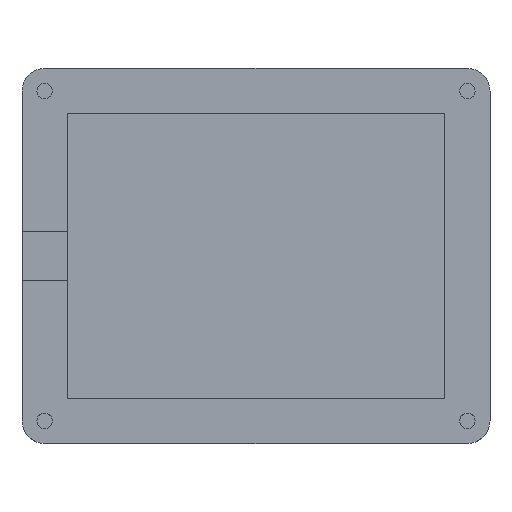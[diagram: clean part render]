
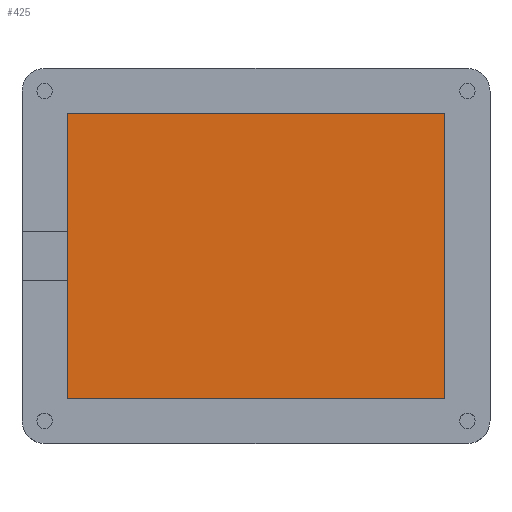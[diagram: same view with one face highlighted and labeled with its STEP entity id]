
A CAD part, top view. The second image highlights one B-rep face of the part: STEP entity #425.
In plain terms, the highlighted planar face has unit normal (0, 0, 1).
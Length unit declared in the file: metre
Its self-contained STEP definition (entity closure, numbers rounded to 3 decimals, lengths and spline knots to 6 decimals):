
#104=ORIENTED_EDGE('',*,*,#159,.F.);
#105=ORIENTED_EDGE('',*,*,#156,.T.);
#106=ORIENTED_EDGE('',*,*,#152,.T.);
#107=ORIENTED_EDGE('',*,*,#162,.F.);
#152=EDGE_CURVE('',#209,#208,#248,.T.);
#156=EDGE_CURVE('',#212,#209,#252,.T.);
#159=EDGE_CURVE('',#212,#214,#255,.T.);
#162=EDGE_CURVE('',#214,#208,#258,.T.);
#208=VERTEX_POINT('',#627);
#209=VERTEX_POINT('',#629);
#212=VERTEX_POINT('',#637);
#214=VERTEX_POINT('',#643);
#248=LINE('',#628,#288);
#252=LINE('',#636,#292);
#255=LINE('',#642,#295);
#258=LINE('',#648,#298);
#288=VECTOR('',#499,1.);
#292=VECTOR('',#505,1.);
#295=VECTOR('',#510,1.);
#298=VECTOR('',#515,1.);
#339=EDGE_LOOP('',(#104,#105,#106,#107));
#373=FACE_BOUND('',#339,.T.);
#403=PLANE('',#472);
#425=ADVANCED_FACE('',(#373),#403,.T.);
#472=AXIS2_PLACEMENT_3D('',#713,#579,#580);
#499=DIRECTION('',(0.,-1.,0.));
#505=DIRECTION('',(-1.,0.,0.));
#510=DIRECTION('',(0.,-1.,0.));
#515=DIRECTION('',(-1.,0.,0.));
#579=DIRECTION('',(0.,0.,1.));
#580=DIRECTION('',(1.,0.,0.));
#627=CARTESIAN_POINT('',(-0.041735,-0.031455,0.));
#628=CARTESIAN_POINT('',(-0.041735,0.,0.));
#629=CARTESIAN_POINT('',(-0.041735,0.031455,0.));
#636=CARTESIAN_POINT('',(0.,0.031455,0.));
#637=CARTESIAN_POINT('',(0.041735,0.031455,0.));
#642=CARTESIAN_POINT('',(0.041735,0.,0.));
#643=CARTESIAN_POINT('',(0.041735,-0.031455,0.));
#648=CARTESIAN_POINT('',(0.,-0.031455,0.));
#713=CARTESIAN_POINT('',(0.,0.,0.));
